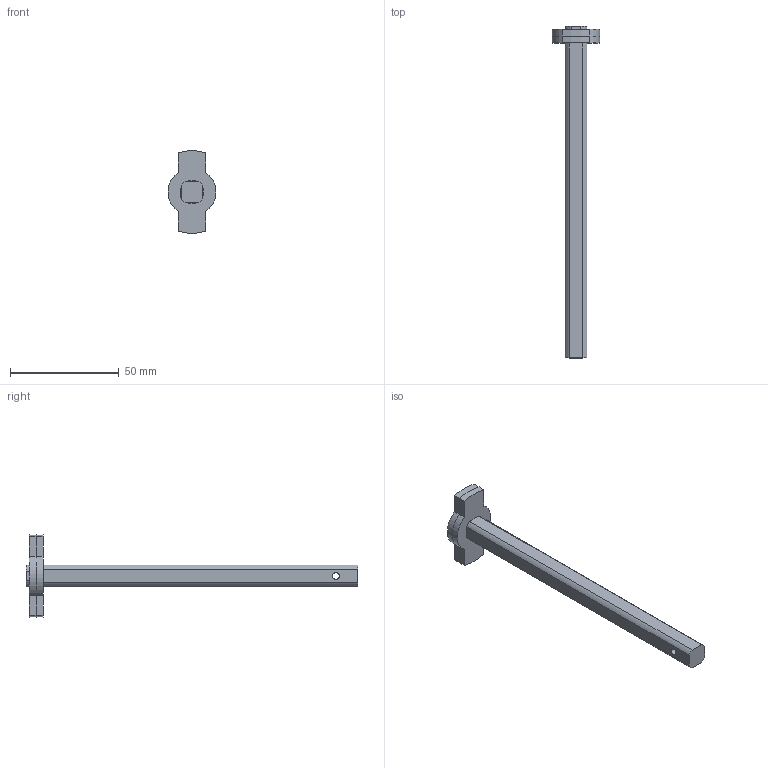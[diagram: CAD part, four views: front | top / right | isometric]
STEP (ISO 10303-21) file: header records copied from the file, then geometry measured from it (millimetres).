
FILE_DESCRIPTION((''),'2;1');
FILE_NAME('10000219223_ASM','2012-07-05T',('EByaliy'),('Rockwell Automation'),'PRO/ENGINEER BY PARAMETRIC TECHNOLOGY CORPORATION, 2010140','PRO/ENGINEER BY PARAMETRIC TECHNOLOGY CORPORATION, 2010140','');
FILE_SCHEMA(('AUTOMOTIVE_DESIGN { 1 2 10303 214 0 1 1 1 }'));
Length unit declared in the file: inch
Products named in the file (4): 10000219222_AF0; 10000235214_AF0; 10000235214_AF1; 10000219223_ASM
Assembly tree (3 placements, depth 2):
  10000219223_ASM
    10000219222_AF0
    10000235214_AF0
    10000235214_AF1
Bounding box: 21.91 x 152.4 x 37.67 mm (x, y, z)
Volume: 17346.6 mm3; surface area: 8558.5 mm2
Topology: 3 solids, 3 shells, 72 faces, 198 edges, 132 vertices
Faces by surface type: plane 38, cylinder 34
Entity records: 3203 total; most frequent: DIRECTION 424, CARTESIAN_POINT 419, ORIENTED_EDGE 396, PRESENTATION_STYLE_ASSIGNMENT 201, STYLED_ITEM 201, CURVE_STYLE 198, EDGE_CURVE 198, AXIS2_PLACEMENT_3D 147
